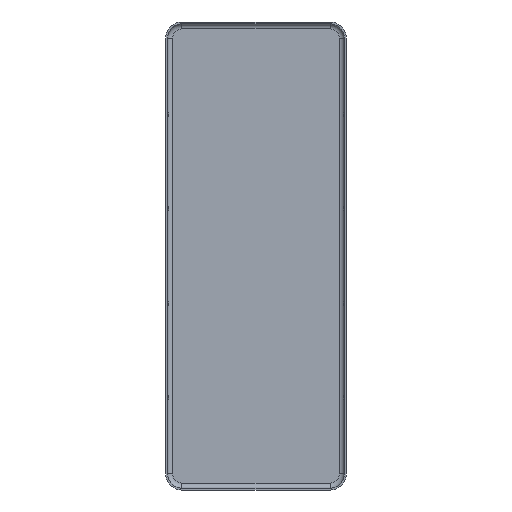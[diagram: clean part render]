
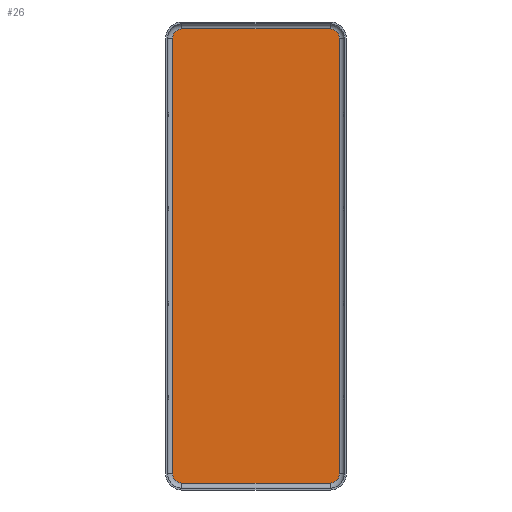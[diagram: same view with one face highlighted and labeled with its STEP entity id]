
A CAD part, front view. The second image highlights one B-rep face of the part: STEP entity #26.
In plain terms, the highlighted planar face has unit normal (0, -1, 0).
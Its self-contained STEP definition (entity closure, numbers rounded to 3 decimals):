
#26 = ADVANCED_FACE ( 'NONE', ( #911 ), #538, .T. ) ;
#35 = CARTESIAN_POINT ( 'NONE',  ( 13.25, 0., 34.55 ) ) ;
#39 = AXIS2_PLACEMENT_3D ( 'NONE', #474, #1273, #815 ) ;
#53 = CARTESIAN_POINT ( 'NONE',  ( 11.75, 0., -34.55 ) ) ;
#142 = VECTOR ( 'NONE', #1661, 1000. ) ;
#158 = CARTESIAN_POINT ( 'NONE',  ( 11.75, 0., 36.05 ) ) ;
#163 = ORIENTED_EDGE ( 'NONE', *, *, #888, .F. ) ;
#218 = DIRECTION ( 'NONE',  ( 0., 0., 1. ) ) ;
#254 = CARTESIAN_POINT ( 'NONE',  ( -13.25, 0., -34.55 ) ) ;
#264 = CARTESIAN_POINT ( 'NONE',  ( -11.75, 0., 36.05 ) ) ;
#315 = AXIS2_PLACEMENT_3D ( 'NONE', #913, #1226, #419 ) ;
#328 = EDGE_CURVE ( 'NONE', #1691, #1247, #509, .T. ) ;
#366 = CARTESIAN_POINT ( 'NONE',  ( -11.75, 0., -34.55 ) ) ;
#383 = ORIENTED_EDGE ( 'NONE', *, *, #1823, .T. ) ;
#419 = DIRECTION ( 'NONE',  ( 0., 0., -1. ) ) ;
#452 = AXIS2_PLACEMENT_3D ( 'NONE', #366, #1662, #1820 ) ;
#467 = AXIS2_PLACEMENT_3D ( 'NONE', #53, #710, #218 ) ;
#474 = CARTESIAN_POINT ( 'NONE',  ( 11.75, 0., 34.55 ) ) ;
#498 = ORIENTED_EDGE ( 'NONE', *, *, #1483, .T. ) ;
#509 = LINE ( 'NONE', #1987, #142 ) ;
#538 = PLANE ( 'NONE',  #677 ) ;
#566 = CARTESIAN_POINT ( 'NONE',  ( 11.75, 0., 36.05 ) ) ;
#666 = EDGE_CURVE ( 'NONE', #1691, #745, #1298, .T. ) ;
#669 = CARTESIAN_POINT ( 'NONE',  ( 13.25, 0., -34.55 ) ) ;
#677 = AXIS2_PLACEMENT_3D ( 'NONE', #692, #846, #1952 ) ;
#682 = ORIENTED_EDGE ( 'NONE', *, *, #328, .F. ) ;
#692 = CARTESIAN_POINT ( 'NONE',  ( 11.75, 0., -34.55 ) ) ;
#710 = DIRECTION ( 'NONE',  ( 0., 1., 0. ) ) ;
#717 = CARTESIAN_POINT ( 'NONE',  ( -13.25, 0., 34.55 ) ) ;
#745 = VERTEX_POINT ( 'NONE', #158 ) ;
#750 = VERTEX_POINT ( 'NONE', #1279 ) ;
#771 = ORIENTED_EDGE ( 'NONE', *, *, #1923, .F. ) ;
#815 = DIRECTION ( 'NONE',  ( 0., 0., -1. ) ) ;
#846 = DIRECTION ( 'NONE',  ( 0., -1., 0. ) ) ;
#886 = DIRECTION ( 'NONE',  ( -1., 0., 0. ) ) ;
#888 = EDGE_CURVE ( 'NONE', #1247, #750, #2045, .T. ) ;
#911 = FACE_OUTER_BOUND ( 'NONE', #1053, .T. ) ;
#913 = CARTESIAN_POINT ( 'NONE',  ( -11.75, 0., 34.55 ) ) ;
#976 = VERTEX_POINT ( 'NONE', #254 ) ;
#998 = CARTESIAN_POINT ( 'NONE',  ( -11.75, 0., -36.05 ) ) ;
#1006 = VERTEX_POINT ( 'NONE', #264 ) ;
#1010 = EDGE_CURVE ( 'NONE', #1545, #976, #1350, .T. ) ;
#1038 = EDGE_CURVE ( 'NONE', #1545, #1006, #1552, .T. ) ;
#1053 = EDGE_LOOP ( 'NONE', ( #771, #163, #682, #1622, #498, #1381, #1676, #383 ) ) ;
#1076 = DIRECTION ( 'NONE',  ( 0., 0., -1. ) ) ;
#1083 = VECTOR ( 'NONE', #886, 1000. ) ;
#1096 = VECTOR ( 'NONE', #1992, 1000. ) ;
#1214 = CARTESIAN_POINT ( 'NONE',  ( 11.75, 0., -36.05 ) ) ;
#1220 = VECTOR ( 'NONE', #1076, 1000. ) ;
#1226 = DIRECTION ( 'NONE',  ( 0., 1., 0. ) ) ;
#1247 = VERTEX_POINT ( 'NONE', #669 ) ;
#1273 = DIRECTION ( 'NONE',  ( 0., -1., 0. ) ) ;
#1279 = CARTESIAN_POINT ( 'NONE',  ( 11.75, 0., -36.05 ) ) ;
#1298 = CIRCLE ( 'NONE', #39, 1.5 ) ;
#1350 = LINE ( 'NONE', #2031, #1220 ) ;
#1364 = CIRCLE ( 'NONE', #452, 1.5 ) ;
#1381 = ORIENTED_EDGE ( 'NONE', *, *, #1038, .F. ) ;
#1483 = EDGE_CURVE ( 'NONE', #745, #1006, #1788, .T. ) ;
#1545 = VERTEX_POINT ( 'NONE', #717 ) ;
#1552 = CIRCLE ( 'NONE', #315, 1.5 ) ;
#1622 = ORIENTED_EDGE ( 'NONE', *, *, #666, .T. ) ;
#1634 = VERTEX_POINT ( 'NONE', #998 ) ;
#1661 = DIRECTION ( 'NONE',  ( 0., 0., -1. ) ) ;
#1662 = DIRECTION ( 'NONE',  ( 0., -1., 0. ) ) ;
#1676 = ORIENTED_EDGE ( 'NONE', *, *, #1010, .T. ) ;
#1691 = VERTEX_POINT ( 'NONE', #35 ) ;
#1788 = LINE ( 'NONE', #566, #1096 ) ;
#1820 = DIRECTION ( 'NONE',  ( 0., 0., 1. ) ) ;
#1823 = EDGE_CURVE ( 'NONE', #976, #1634, #1364, .T. ) ;
#1923 = EDGE_CURVE ( 'NONE', #750, #1634, #1978, .T. ) ;
#1952 = DIRECTION ( 'NONE',  ( 0., 0., -1. ) ) ;
#1978 = LINE ( 'NONE', #1214, #1083 ) ;
#1987 = CARTESIAN_POINT ( 'NONE',  ( 13.25, 0., 0. ) ) ;
#1992 = DIRECTION ( 'NONE',  ( -1., 0., 0. ) ) ;
#2031 = CARTESIAN_POINT ( 'NONE',  ( -13.25, 0., 0. ) ) ;
#2045 = CIRCLE ( 'NONE', #467, 1.5 ) ;
